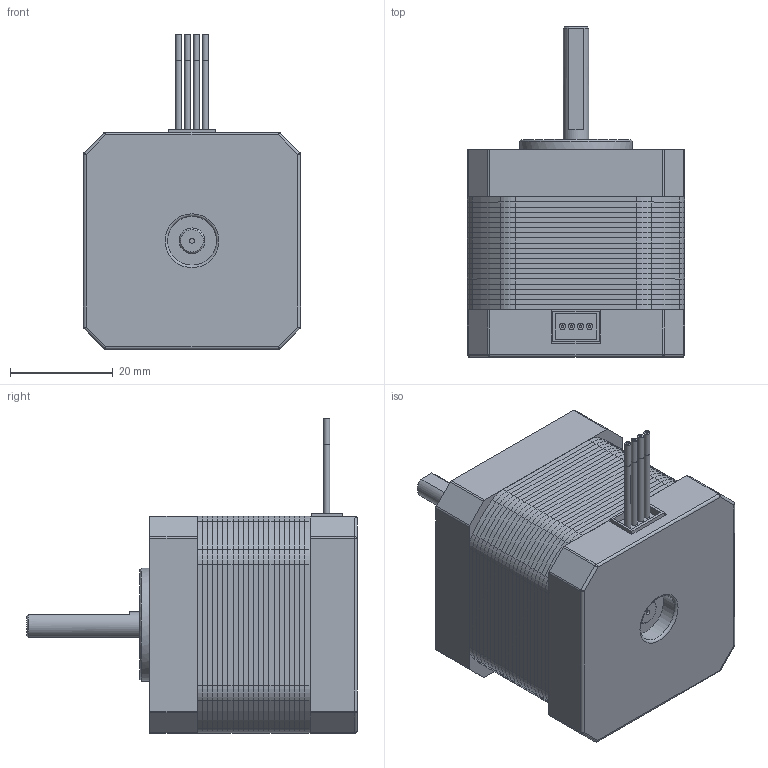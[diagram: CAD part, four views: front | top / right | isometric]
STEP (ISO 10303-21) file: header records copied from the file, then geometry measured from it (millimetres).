
FILE_DESCRIPTION(('STEP AP203'), '1');
FILE_NAME('Øàãîâûé äâèãàòåëü Nema17', '', ('UNSPECIFIED'), ('UNSPECIFIED'), 'C3D Converter', 'C3D Toolkit', '');
FILE_SCHEMA(('CONFIG_CONTROL_DESIGN'));
Length unit declared in the file: millimetre
Products named in the file (1): NEMA17_40mm_5mm_shaft
Bounding box: 42.3 x 64.4 x 61.3 mm (x, y, z)
Volume: 70046.9 mm3; surface area: 89101.6 mm2
Topology: 33 solids, 33 shells, 526 faces, 1326 edges, 868 vertices
Faces by surface type: cylinder 314, plane 195, cone 8, sphere 8, torus 1
Full cylindrical faces by diameter (mm): 0.5 x8, 1 x1, 1.2 x8, 2.5 x4, 5 x2, 9.5 x2, 22 x1
Entity records: 20887 total; most frequent: CARTESIAN_POINT 3315, DIRECTION 2965, ORIENTED_EDGE 2568, EDGE_CURVE 1284, AXIS2_PLACEMENT_3D 1162, VERTEX_POINT 868, LINE 641, VECTOR 641
